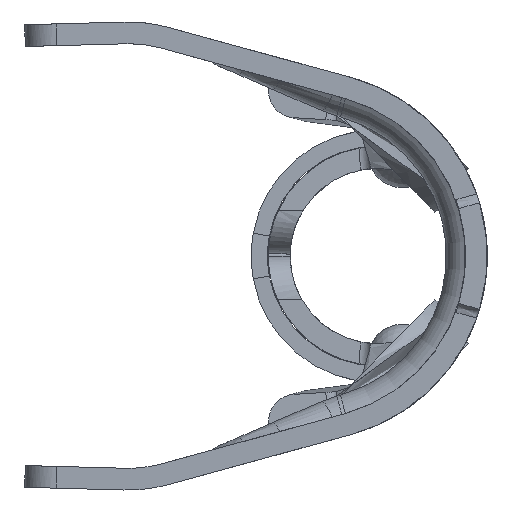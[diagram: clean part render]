
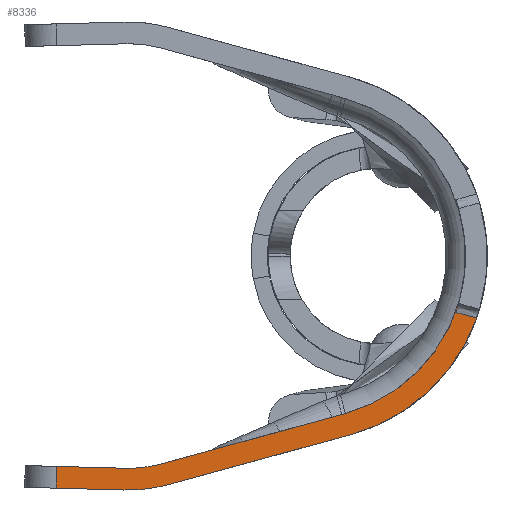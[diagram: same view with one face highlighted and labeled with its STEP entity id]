
A CAD part, left-side view. The second image highlights one B-rep face of the part: STEP entity #8336.
In plain terms, the highlighted planar face has unit normal (-0.999, 0.035, 0).
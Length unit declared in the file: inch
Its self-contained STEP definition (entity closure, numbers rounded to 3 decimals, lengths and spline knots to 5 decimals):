
#620 = CARTESIAN_POINT ( 'NONE',  ( -1.97939, -0.08307, -0.05489 ) ) ;
#750 = LINE ( 'NONE', #11232, #14572 ) ;
#862 = B_SPLINE_CURVE_WITH_KNOTS ( 'NONE', 3,
 ( #5215, #11202, #17325, #3748 ),
 .UNSPECIFIED., .F., .F.,
 ( 4, 4 ),
 ( 0., 0.00026 ),
 .UNSPECIFIED. ) ;
#868 = CARTESIAN_POINT ( 'NONE',  ( -1.96619, 0.29502, -0.19328 ) ) ;
#935 = CARTESIAN_POINT ( 'NONE',  ( -1.96834, 0.23327, -0.21495 ) ) ;
#1288 = VERTEX_POINT ( 'NONE', #6564 ) ;
#1359 = AXIS2_PLACEMENT_3D ( 'NONE', #12731, #18835, #5203 ) ;
#1625 = VECTOR ( 'NONE', #14809, 39.37008 ) ;
#1998 = LINE ( 'NONE', #7945, #6699 ) ;
#2097 = CARTESIAN_POINT ( 'NONE',  ( -1.97956, -0.08796, -0.0562 ) ) ;
#2296 = CARTESIAN_POINT ( 'NONE',  ( -1.96883, 0.21947, -0.21532 ) ) ;
#2766 = LINE ( 'NONE', #8723, #1625 ) ;
#3120 = VERTEX_POINT ( 'NONE', #935 ) ;
#3288 = VERTEX_POINT ( 'NONE', #17851 ) ;
#3330 = VERTEX_POINT ( 'NONE', #7698 ) ;
#3660 = CARTESIAN_POINT ( 'NONE',  ( -1.97899, -0.07161, -0.05187 ) ) ;
#3665 = ORIENTED_EDGE ( 'NONE', *, *, #8553, .F. ) ;
#3748 = CARTESIAN_POINT ( 'NONE',  ( -1.97909, -0.07445, -0.04219 ) ) ;
#3791 = CARTESIAN_POINT ( 'NONE',  ( -1.97563, 0.02453, -0.16394 ) ) ;
#4224 = CARTESIAN_POINT ( 'NONE',  ( -1.96919, 0.20916, -0.19385 ) ) ;
#4231 = CARTESIAN_POINT ( 'NONE',  ( -1.97909, -0.07445, -0.04219 ) ) ;
#4619 =( BOUNDED_CURVE ( )  B_SPLINE_CURVE ( 3, ( #18899, #5271, #11260, #17388 ),
 .UNSPECIFIED., .F., .F. ) 
 B_SPLINE_CURVE_WITH_KNOTS ( ( 4, 4 ),
 ( 4.98013, 5.99809 ),
 .UNSPECIFIED. ) 
 CURVE ( )  GEOMETRIC_REPRESENTATION_ITEM ( )  RATIONAL_B_SPLINE_CURVE ( ( 1., 0.915, 0.915, 1. ) ) 
 REPRESENTATION_ITEM ( '' )  );
#4734 =( BOUNDED_CURVE ( )  B_SPLINE_CURVE ( 3, ( #11707, #17817, #4224, #10192 ),
 .UNSPECIFIED., .F., .F. ) 
 B_SPLINE_CURVE_WITH_KNOTS ( ( 4, 4 ),
 ( 4.68547, 4.98013 ),
 .UNSPECIFIED. ) 
 CURVE ( )  GEOMETRIC_REPRESENTATION_ITEM ( )  RATIONAL_B_SPLINE_CURVE ( ( 1., 0.993, 0.993, 1. ) ) 
 REPRESENTATION_ITEM ( '' )  );
#4788 = VERTEX_POINT ( 'NONE', #11787 ) ;
#4828 = DIRECTION ( 'NONE',  ( -0.034, -0.964, 0.264 ) ) ;
#5103 = EDGE_CURVE ( 'NONE', #18853, #14962, #17674, .T. ) ;
#5126 = CARTESIAN_POINT ( 'NONE',  ( -1.97914, -0.07599, -0.05302 ) ) ;
#5203 = DIRECTION ( 'NONE',  ( 0.035, 0.999, 0. ) ) ;
#5215 = CARTESIAN_POINT ( 'NONE',  ( -1.97899, -0.07161, -0.05187 ) ) ;
#5256 = CARTESIAN_POINT ( 'NONE',  ( -1.97966, -0.09069, -0.05692 ) ) ;
#5271 = CARTESIAN_POINT ( 'NONE',  ( -1.97724, -0.02151, -0.13057 ) ) ;
#5702 = EDGE_CURVE ( 'NONE', #14962, #11584, #1998, .T. ) ;
#5887 = CARTESIAN_POINT ( 'NONE',  ( -1.97966, -0.09069, -0.05692 ) ) ;
#5939 = CARTESIAN_POINT ( 'NONE',  ( -1.96484, 0.33373, -0.19224 ) ) ;
#6564 = CARTESIAN_POINT ( 'NONE',  ( -1.96958, 0.19775, -0.19072 ) ) ;
#6568 = CARTESIAN_POINT ( 'NONE',  ( -1.97563, 0.02453, -0.16394 ) ) ;
#6583 = CARTESIAN_POINT ( 'NONE',  ( -1.97933, -0.0813, -0.05443 ) ) ;
#6675 = PLANE ( 'NONE',  #1359 ) ;
#6699 = VECTOR ( 'NONE', #14035, 39.37008 ) ;
#7698 = CARTESIAN_POINT ( 'NONE',  ( -1.97545, 0.02982, -0.14466 ) ) ;
#7945 = CARTESIAN_POINT ( 'NONE',  ( -1.9753, 0.03395, -0.16653 ) ) ;
#8051 = CARTESIAN_POINT ( 'NONE',  ( -1.97951, -0.0866, -0.05583 ) ) ;
#8249 = CARTESIAN_POINT ( 'NONE',  ( -1.96834, 0.23327, -0.21495 ) ) ;
#8336 = ADVANCED_FACE ( 'NONE', ( #15710 ), #6675, .F. ) ;
#8355 = ORIENTED_EDGE ( 'NONE', *, *, #11444, .F. ) ;
#8553 = EDGE_CURVE ( 'NONE', #17530, #1288, #4734, .T. ) ;
#8575 = EDGE_CURVE ( 'NONE', #11043, #4788, #2766, .T. ) ;
#8723 = CARTESIAN_POINT ( 'NONE',  ( -1.96617, 0.29562, -0.21578 ) ) ;
#8861 = CARTESIAN_POINT ( 'NONE',  ( -1.96977, 0.19246, -0.21001 ) ) ;
#9107 = EDGE_CURVE ( 'NONE', #11584, #3120, #12828, .T. ) ;
#9535 = CARTESIAN_POINT ( 'NONE',  ( -1.97966, -0.09069, -0.05692 ) ) ;
#9710 = CARTESIAN_POINT ( 'NONE',  ( -1.96977, 0.19246, -0.21001 ) ) ;
#9749 = VECTOR ( 'NONE', #11967, 39.37008 ) ;
#9776 = EDGE_LOOP ( 'NONE', ( #18549, #13963, #19372, #17141, #17958, #3665, #14345, #15836, #8355, #14615, #10438 ) ) ;
#10192 = CARTESIAN_POINT ( 'NONE',  ( -1.96958, 0.19775, -0.19072 ) ) ;
#10438 = ORIENTED_EDGE ( 'NONE', *, *, #5702, .F. ) ;
#10474 = EDGE_CURVE ( 'NONE', #11043, #17530, #19579, .T. ) ;
#11043 = VERTEX_POINT ( 'NONE', #868 ) ;
#11105 = CARTESIAN_POINT ( 'NONE',  ( -1.97909, -0.07453, -0.05263 ) ) ;
#11202 = CARTESIAN_POINT ( 'NONE',  ( -1.97902, -0.07255, -0.04864 ) ) ;
#11232 = CARTESIAN_POINT ( 'NONE',  ( -1.968, 0.24314, -0.21468 ) ) ;
#11246 = CARTESIAN_POINT ( 'NONE',  ( -1.97899, -0.0717, -0.11035 ) ) ;
#11260 = CARTESIAN_POINT ( 'NONE',  ( -1.97857, -0.05948, -0.09327 ) ) ;
#11444 = EDGE_CURVE ( 'NONE', #3120, #4788, #750, .T. ) ;
#11584 = VERTEX_POINT ( 'NONE', #8861 ) ;
#11707 = CARTESIAN_POINT ( 'NONE',  ( -1.96836, 0.23273, -0.19496 ) ) ;
#11715 = EDGE_CURVE ( 'NONE', #3288, #18807, #862, .T. ) ;
#11787 = CARTESIAN_POINT ( 'NONE',  ( -1.96617, 0.29556, -0.21327 ) ) ;
#11967 = DIRECTION ( 'NONE',  ( -0.035, -0.999, -0.027 ) ) ;
#12343 = LINE ( 'NONE', #18446, #19338 ) ;
#12640 = CARTESIAN_POINT ( 'NONE',  ( -1.97927, -0.07953, -0.05396 ) ) ;
#12731 = CARTESIAN_POINT ( 'NONE',  ( -1.96516, 0.3245, -0.215 ) ) ;
#12828 =( BOUNDED_CURVE ( )  B_SPLINE_CURVE ( 3, ( #9710, #15817, #2296, #8249 ),
 .UNSPECIFIED., .F., .F. ) 
 B_SPLINE_CURVE_WITH_KNOTS ( ( 4, 4 ),
 ( 1.30306, 1.59772 ),
 .UNSPECIFIED. ) 
 CURVE ( )  GEOMETRIC_REPRESENTATION_ITEM ( )  RATIONAL_B_SPLINE_CURVE ( ( 1., 0.993, 0.993, 1. ) ) 
 REPRESENTATION_ITEM ( '' )  );
#13963 = ORIENTED_EDGE ( 'NONE', *, *, #18020, .T. ) ;
#14035 = DIRECTION ( 'NONE',  ( 0.034, 0.964, -0.264 ) ) ;
#14117 = CARTESIAN_POINT ( 'NONE',  ( -1.96836, 0.23273, -0.19496 ) ) ;
#14140 = CARTESIAN_POINT ( 'NONE',  ( -1.97945, -0.08484, -0.05536 ) ) ;
#14196 = EDGE_CURVE ( 'NONE', #3330, #18807, #4619, .T. ) ;
#14345 = ORIENTED_EDGE ( 'NONE', *, *, #10474, .F. ) ;
#14572 = VECTOR ( 'NONE', #17357, 39.37008 ) ;
#14615 = ORIENTED_EDGE ( 'NONE', *, *, #9107, .F. ) ;
#14809 = DIRECTION ( 'NONE',  ( 0.001, 0.027, -1. ) ) ;
#14962 = VERTEX_POINT ( 'NONE', #6568 ) ;
#15624 = CARTESIAN_POINT ( 'NONE',  ( -1.97961, -0.08933, -0.05656 ) ) ;
#15681 = B_SPLINE_CURVE_WITH_KNOTS ( 'NONE', 3,
 ( #9535, #15624, #2097, #8051, #14140, #620, #6583, #12640, #18753, #5126, #11105, #17232, #3660 ),
 .UNSPECIFIED., .F., .F.,
 ( 4, 3, 3, 3, 4 ),
 ( 0., 0.00011, 0.00025, 0.00039, 0.0005 ),
 .UNSPECIFIED. ) ;
#15710 = FACE_OUTER_BOUND ( 'NONE', #9776, .T. ) ;
#15817 = CARTESIAN_POINT ( 'NONE',  ( -1.9693, 0.20577, -0.21366 ) ) ;
#15836 = ORIENTED_EDGE ( 'NONE', *, *, #8575, .T. ) ;
#17141 = ORIENTED_EDGE ( 'NONE', *, *, #14196, .F. ) ;
#17206 = EDGE_CURVE ( 'NONE', #1288, #3330, #12343, .T. ) ;
#17232 = CARTESIAN_POINT ( 'NONE',  ( -1.97904, -0.07307, -0.05225 ) ) ;
#17325 = CARTESIAN_POINT ( 'NONE',  ( -1.97906, -0.0735, -0.04541 ) ) ;
#17357 = DIRECTION ( 'NONE',  ( 0.035, 0.999, 0.027 ) ) ;
#17369 = CARTESIAN_POINT ( 'NONE',  ( -1.97754, -0.03016, -0.14894 ) ) ;
#17388 = CARTESIAN_POINT ( 'NONE',  ( -1.97909, -0.07445, -0.04219 ) ) ;
#17530 = VERTEX_POINT ( 'NONE', #14117 ) ;
#17674 =( BOUNDED_CURVE ( )  B_SPLINE_CURVE ( 3, ( #5256, #11246, #17369, #3791 ),
 .UNSPECIFIED., .F., .F. ) 
 B_SPLINE_CURVE_WITH_KNOTS ( ( 4, 4 ),
 ( 0.34143, 1.30306 ),
 .UNSPECIFIED. ) 
 CURVE ( )  GEOMETRIC_REPRESENTATION_ITEM ( )  RATIONAL_B_SPLINE_CURVE ( ( 1., 0.924, 0.924, 1. ) ) 
 REPRESENTATION_ITEM ( '' )  );
#17817 = CARTESIAN_POINT ( 'NONE',  ( -1.96878, 0.22091, -0.19527 ) ) ;
#17851 = CARTESIAN_POINT ( 'NONE',  ( -1.97899, -0.07161, -0.05187 ) ) ;
#17958 = ORIENTED_EDGE ( 'NONE', *, *, #17206, .F. ) ;
#18020 = EDGE_CURVE ( 'NONE', #18853, #3288, #15681, .T. ) ;
#18446 = CARTESIAN_POINT ( 'NONE',  ( -1.97512, 0.03924, -0.14724 ) ) ;
#18549 = ORIENTED_EDGE ( 'NONE', *, *, #5103, .F. ) ;
#18753 = CARTESIAN_POINT ( 'NONE',  ( -1.97921, -0.07776, -0.05349 ) ) ;
#18807 = VERTEX_POINT ( 'NONE', #4231 ) ;
#18835 = DIRECTION ( 'NONE',  ( 0.999, -0.035, 0. ) ) ;
#18853 = VERTEX_POINT ( 'NONE', #5887 ) ;
#18899 = CARTESIAN_POINT ( 'NONE',  ( -1.97545, 0.02982, -0.14466 ) ) ;
#19338 = VECTOR ( 'NONE', #4828, 39.37008 ) ;
#19372 = ORIENTED_EDGE ( 'NONE', *, *, #11715, .T. ) ;
#19579 = LINE ( 'NONE', #5939, #9749 ) ;
